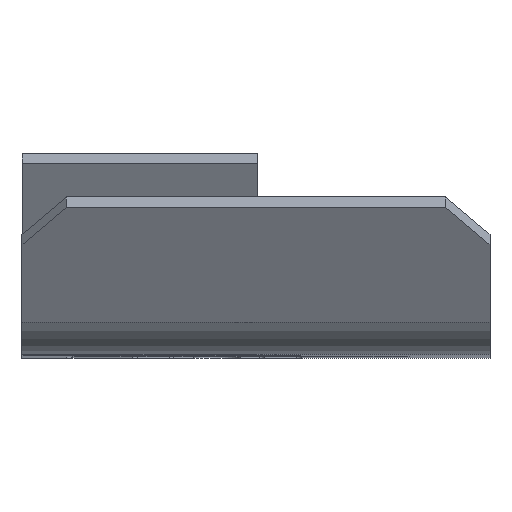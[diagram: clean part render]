
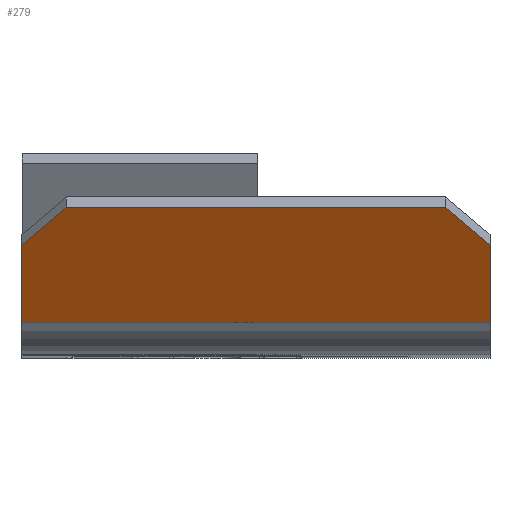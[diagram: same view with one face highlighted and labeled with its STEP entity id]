
A CAD part, top view. The second image highlights one B-rep face of the part: STEP entity #279.
In plain terms, the highlighted planar face has unit normal (0, -0.53, 0.848).
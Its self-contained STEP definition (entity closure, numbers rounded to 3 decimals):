
#114 = ORIENTED_EDGE ( 'NONE', *, *, #3334, .T. ) ;
#153 = EDGE_CURVE ( 'NONE', #1541, #228, #2654, .T. ) ;
#187 = DIRECTION ( 'NONE',  ( -0.707, -0.6, -0.375 ) ) ;
#228 = VERTEX_POINT ( 'NONE', #3837 ) ;
#274 = DIRECTION ( 'NONE',  ( 0., 0.848, 0.53 ) ) ;
#279 = ADVANCED_FACE ( 'NONE', ( #2580 ), #1308, .F. ) ;
#337 = VERTEX_POINT ( 'NONE', #2449 ) ;
#370 = VECTOR ( 'NONE', #2678, 1000. ) ;
#447 = DIRECTION ( 'NONE',  ( 0., -0.848, -0.53 ) ) ;
#466 = LINE ( 'NONE', #4105, #3108 ) ;
#535 = ORIENTED_EDGE ( 'NONE', *, *, #769, .T. ) ;
#646 = DIRECTION ( 'NONE',  ( 0., -0.848, -0.53 ) ) ;
#709 = LINE ( 'NONE', #1350, #1599 ) ;
#755 = ORIENTED_EDGE ( 'NONE', *, *, #153, .F. ) ;
#769 = EDGE_CURVE ( 'NONE', #3832, #1695, #709, .T. ) ;
#901 = VECTOR ( 'NONE', #187, 1000. ) ;
#981 = AXIS2_PLACEMENT_3D ( 'NONE', #3215, #2627, #274 ) ;
#1308 = PLANE ( 'NONE',  #981 ) ;
#1350 = CARTESIAN_POINT ( 'NONE',  ( 7.75, 6., 50. ) ) ;
#1541 = VERTEX_POINT ( 'NONE', #3127 ) ;
#1579 = CARTESIAN_POINT ( 'NONE',  ( 9.55, 6., 50. ) ) ;
#1599 = VECTOR ( 'NONE', #2666, 1000. ) ;
#1695 = VERTEX_POINT ( 'NONE', #3335 ) ;
#1946 = DIRECTION ( 'NONE',  ( -1., 0., 0. ) ) ;
#1994 = EDGE_LOOP ( 'NONE', ( #114, #3563, #3547, #755, #2870, #535 ) ) ;
#2103 = LINE ( 'NONE', #2390, #901 ) ;
#2220 = VECTOR ( 'NONE', #646, 1000. ) ;
#2253 = EDGE_CURVE ( 'NONE', #337, #228, #2271, .T. ) ;
#2271 = LINE ( 'NONE', #3575, #2220 ) ;
#2390 = CARTESIAN_POINT ( 'NONE',  ( -9.55, 4.474, 49.046 ) ) ;
#2449 = CARTESIAN_POINT ( 'NONE',  ( -9.55, 4.474, 49.046 ) ) ;
#2580 = FACE_OUTER_BOUND ( 'NONE', #1994, .T. ) ;
#2627 = DIRECTION ( 'NONE',  ( 0., 0.53, -0.848 ) ) ;
#2654 = LINE ( 'NONE', #4247, #370 ) ;
#2666 = DIRECTION ( 'NONE',  ( -0.707, 0.6, 0.375 ) ) ;
#2678 = DIRECTION ( 'NONE',  ( -1., 0., 0. ) ) ;
#2680 = CARTESIAN_POINT ( 'NONE',  ( 9.55, 4.474, 49.046 ) ) ;
#2864 = EDGE_CURVE ( 'NONE', #3832, #1541, #466, .T. ) ;
#2870 = ORIENTED_EDGE ( 'NONE', *, *, #2864, .F. ) ;
#3108 = VECTOR ( 'NONE', #447, 1000. ) ;
#3127 = CARTESIAN_POINT ( 'NONE',  ( 9.55, 1.316, 47.073 ) ) ;
#3215 = CARTESIAN_POINT ( 'NONE',  ( 9.55, 6., 50. ) ) ;
#3334 = EDGE_CURVE ( 'NONE', #1695, #4099, #3525, .T. ) ;
#3335 = CARTESIAN_POINT ( 'NONE',  ( 7.75, 6., 50. ) ) ;
#3393 = CARTESIAN_POINT ( 'NONE',  ( -7.75, 6., 50. ) ) ;
#3525 = LINE ( 'NONE', #1579, #4060 ) ;
#3547 = ORIENTED_EDGE ( 'NONE', *, *, #2253, .T. ) ;
#3563 = ORIENTED_EDGE ( 'NONE', *, *, #4069, .T. ) ;
#3575 = CARTESIAN_POINT ( 'NONE',  ( -9.55, 6., 50. ) ) ;
#3832 = VERTEX_POINT ( 'NONE', #2680 ) ;
#3837 = CARTESIAN_POINT ( 'NONE',  ( -9.55, 1.316, 47.073 ) ) ;
#4060 = VECTOR ( 'NONE', #1946, 1000. ) ;
#4069 = EDGE_CURVE ( 'NONE', #4099, #337, #2103, .T. ) ;
#4099 = VERTEX_POINT ( 'NONE', #3393 ) ;
#4105 = CARTESIAN_POINT ( 'NONE',  ( 9.55, 6., 50. ) ) ;
#4247 = CARTESIAN_POINT ( 'NONE',  ( 9.55, 1.316, 47.073 ) ) ;
